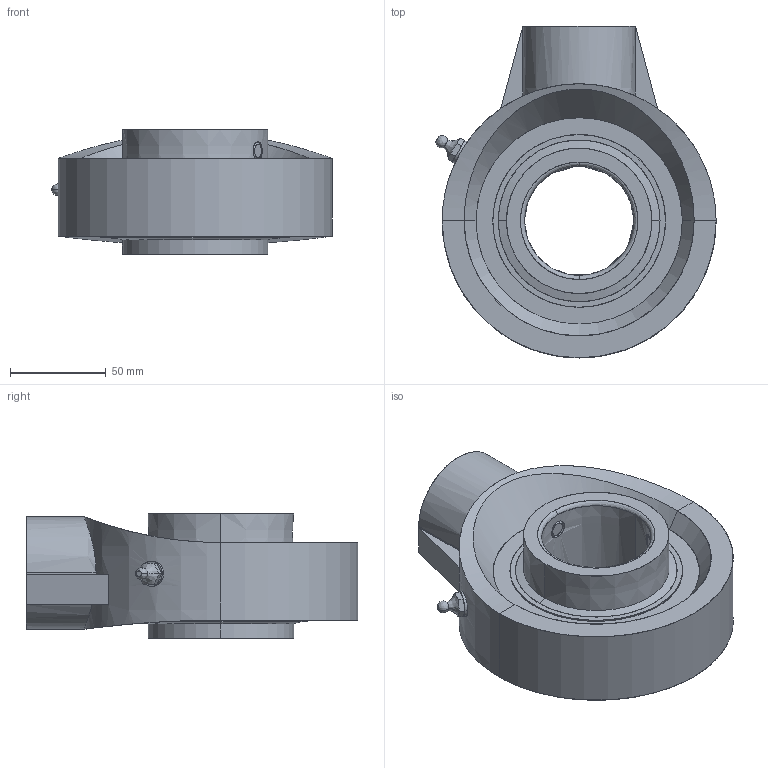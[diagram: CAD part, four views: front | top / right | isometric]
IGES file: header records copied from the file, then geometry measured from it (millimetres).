
Start section: SolidWorks IGES file using analytic representation for surfaces
Global section: file name: SEDEFAU081291982895.igs; native system: SolidWorks 2017; preprocessor: SolidWorks 2017; author: partstream; date: 170812.091914; units: millimetre
Bounding box: 146.16 x 173.04 x 65.09 mm (x, y, z)
Surface area: 101544.1 mm2 (no closed solid volume)
Topology: 0 solids, 0 shells, 89 faces, 2508 edges, 2534 vertices
Faces by surface type: revolution 48, bspline 41
